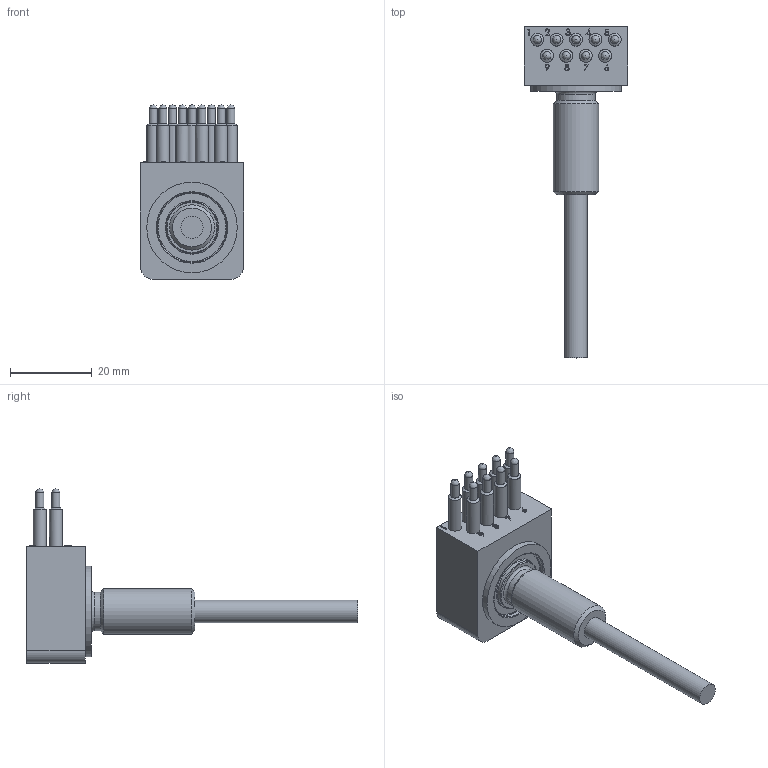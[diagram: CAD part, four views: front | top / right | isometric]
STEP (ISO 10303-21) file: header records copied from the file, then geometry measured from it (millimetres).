
FILE_DESCRIPTION(/* description */ (''),/* implementation_level */ '2;1');
FILE_NAME(/* name */ 'DLPBH9M.stp',/* time_stamp */ '2022-03-21T09:20:17+01:00',/* author */ ('sh'),/* organization */ (''),/* preprocessor_version */ 'ST-DEVELOPER v17.2',/* originating_system */ 'Autodesk Inventor 2019',/* authorisation */ '');
FILE_SCHEMA (('AUTOMOTIVE_DESIGN { 1 0 10303 214 3 1 1 }'));
Length unit declared in the file: millimetre
Products named in the file (1): 01505469
Bounding box: 25.4 x 81.45 x 42.8 mm (x, y, z)
Volume: 14632.6 mm3; surface area: 6107.6 mm2
Topology: 1 solids, 2 shells, 305 faces, 797 edges, 544 vertices
Faces by surface type: plane 141, bspline 120, cylinder 27, cone 12, torus 5
Full cylindrical faces by diameter (mm): 1.986 x9, 3.175 x9, 5.461 x1, 7.264 x1, 9.398 x1, 11.12 x1, 12.7 x1, 17.12 x1, 22.225 x1
Entity records: 16197 total; most frequent: CARTESIAN_POINT 8916, ORIENTED_EDGE 1594, DIRECTION 1097, EDGE_CURVE 797, VERTEX_POINT 544, LINE 417, VECTOR 417, EDGE_LOOP 353
